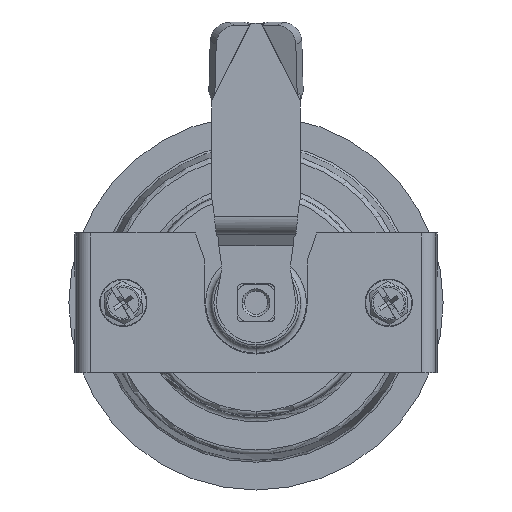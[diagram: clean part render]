
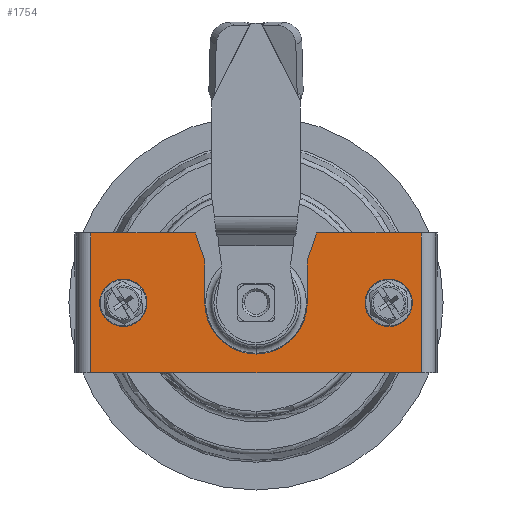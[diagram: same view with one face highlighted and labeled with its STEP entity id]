
A CAD part, front view. The second image highlights one B-rep face of the part: STEP entity #1754.
In plain terms, the highlighted planar face has unit normal (0, -1, 0).
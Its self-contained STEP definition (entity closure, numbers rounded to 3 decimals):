
#111 = CARTESIAN_POINT ( 'NONE',  ( 11., -2.5, 0. ) ) ;
#112 = VERTEX_POINT ( 'NONE', #4515 ) ;
#126 = VERTEX_POINT ( 'NONE', #1183 ) ;
#193 = ORIENTED_EDGE ( 'NONE', *, *, #9623, .T. ) ;
#201 = EDGE_LOOP ( 'NONE', ( #2859, #193, #9343, #2055, #9832, #3420, #9191, #11076, #4610, #7817 ) ) ;
#245 = EDGE_CURVE ( 'NONE', #1741, #2189, #496, .T. ) ;
#427 = DIRECTION ( 'NONE',  ( -1., 0., 0. ) ) ;
#496 = CIRCLE ( 'NONE', #7363, 3. ) ;
#518 = VERTEX_POINT ( 'NONE', #7213 ) ;
#575 = VECTOR ( 'NONE', #5361, 1000. ) ;
#591 = AXIS2_PLACEMENT_3D ( 'NONE', #2251, #2363, #3236 ) ;
#602 = EDGE_CURVE ( 'NONE', #8292, #2145, #9126, .T. ) ;
#986 = CARTESIAN_POINT ( 'NONE',  ( 28.5, -2.5, 0. ) ) ;
#1183 = CARTESIAN_POINT ( 'NONE',  ( 25.5, -2.5, 0. ) ) ;
#1245 = CARTESIAN_POINT ( 'NONE',  ( -15.3, -2.5, 21.9 ) ) ;
#1290 = CARTESIAN_POINT ( 'NONE',  ( 0., -2.5, 0. ) ) ;
#1607 = DIRECTION ( 'NONE',  ( -0.316, 0., -0.949 ) ) ;
#1741 = VERTEX_POINT ( 'NONE', #6623 ) ;
#1754 = ADVANCED_FACE ( 'NONE', ( #4315, #10277, #8650 ), #6098, .T. ) ;
#2055 = ORIENTED_EDGE ( 'NONE', *, *, #4446, .F. ) ;
#2056 = LINE ( 'NONE', #9067, #575 ) ;
#2145 = VERTEX_POINT ( 'NONE', #3372 ) ;
#2189 = VERTEX_POINT ( 'NONE', #8524 ) ;
#2251 = CARTESIAN_POINT ( 'NONE',  ( 28.5, -2.5, 0. ) ) ;
#2363 = DIRECTION ( 'NONE',  ( 0., -1., 0. ) ) ;
#2406 = VERTEX_POINT ( 'NONE', #8163 ) ;
#2415 = DIRECTION ( 'NONE',  ( 0., -1., 0. ) ) ;
#2492 = CARTESIAN_POINT ( 'NONE',  ( 36., -2.5, 15. ) ) ;
#2596 = ORIENTED_EDGE ( 'NONE', *, *, #6931, .F. ) ;
#2859 = ORIENTED_EDGE ( 'NONE', *, *, #10624, .T. ) ;
#3006 = VECTOR ( 'NONE', #8688, 1000. ) ;
#3097 = EDGE_CURVE ( 'NONE', #8453, #10903, #8946, .T. ) ;
#3100 = DIRECTION ( 'NONE',  ( -1., 0., 0. ) ) ;
#3150 = CARTESIAN_POINT ( 'NONE',  ( 36., -2.5, 15. ) ) ;
#3206 = DIRECTION ( 'NONE',  ( -1., 0., 0. ) ) ;
#3236 = DIRECTION ( 'NONE',  ( -1., 0., 0. ) ) ;
#3274 = DIRECTION ( 'NONE',  ( 0., 0., -1. ) ) ;
#3372 = CARTESIAN_POINT ( 'NONE',  ( 35.517, -2.5, 15. ) ) ;
#3420 = ORIENTED_EDGE ( 'NONE', *, *, #6846, .T. ) ;
#3441 = CARTESIAN_POINT ( 'NONE',  ( 35.517, -2.5, -15. ) ) ;
#3518 = CIRCLE ( 'NONE', #6107, 3. ) ;
#3992 = CARTESIAN_POINT ( 'NONE',  ( 13., -2.5, 15. ) ) ;
#4207 = CARTESIAN_POINT ( 'NONE',  ( -11., -2.5, 15. ) ) ;
#4309 = AXIS2_PLACEMENT_3D ( 'NONE', #986, #5130, #8664 ) ;
#4315 = FACE_BOUND ( 'NONE', #8992, .T. ) ;
#4414 = VERTEX_POINT ( 'NONE', #7695 ) ;
#4446 = EDGE_CURVE ( 'NONE', #10954, #8453, #8357, .T. ) ;
#4480 = EDGE_CURVE ( 'NONE', #4414, #8292, #5096, .T. ) ;
#4515 = CARTESIAN_POINT ( 'NONE',  ( -13., -2.5, 15. ) ) ;
#4541 = CARTESIAN_POINT ( 'NONE',  ( 11., -2.5, 15. ) ) ;
#4610 = ORIENTED_EDGE ( 'NONE', *, *, #4480, .T. ) ;
#4670 = EDGE_CURVE ( 'NONE', #112, #2406, #6365, .T. ) ;
#4684 = DIRECTION ( 'NONE',  ( -0.316, 0., 0.949 ) ) ;
#4719 = EDGE_CURVE ( 'NONE', #11131, #10954, #10405, .T. ) ;
#4788 = CARTESIAN_POINT ( 'NONE',  ( -11., -2.5, 0. ) ) ;
#5096 = LINE ( 'NONE', #7884, #3006 ) ;
#5130 = DIRECTION ( 'NONE',  ( 0., -1., 0. ) ) ;
#5173 = DIRECTION ( 'NONE',  ( 0., -1., 0. ) ) ;
#5272 = LINE ( 'NONE', #6022, #9276 ) ;
#5274 = LINE ( 'NONE', #2492, #8563 ) ;
#5361 = DIRECTION ( 'NONE',  ( 0., 0., -1. ) ) ;
#5477 = DIRECTION ( 'NONE',  ( 0., 0., 1. ) ) ;
#5648 = ORIENTED_EDGE ( 'NONE', *, *, #6251, .F. ) ;
#5665 = LINE ( 'NONE', #1245, #9118 ) ;
#5889 = ORIENTED_EDGE ( 'NONE', *, *, #10921, .F. ) ;
#5891 = DIRECTION ( 'NONE',  ( -1., 0., 0. ) ) ;
#5928 = VECTOR ( 'NONE', #3274, 1000. ) ;
#6022 = CARTESIAN_POINT ( 'NONE',  ( 8.1, -2.5, 0.3 ) ) ;
#6098 = PLANE ( 'NONE',  #11172 ) ;
#6107 = AXIS2_PLACEMENT_3D ( 'NONE', #10304, #2415, #5891 ) ;
#6251 = EDGE_CURVE ( 'NONE', #518, #126, #8914, .T. ) ;
#6365 = LINE ( 'NONE', #3150, #6485 ) ;
#6485 = VECTOR ( 'NONE', #8920, 1000. ) ;
#6517 = AXIS2_PLACEMENT_3D ( 'NONE', #1290, #9187, #3100 ) ;
#6623 = CARTESIAN_POINT ( 'NONE',  ( -31.5, -2.5, 0. ) ) ;
#6668 = EDGE_LOOP ( 'NONE', ( #2596, #5648 ) ) ;
#6846 = EDGE_CURVE ( 'NONE', #11131, #112, #5665, .T. ) ;
#6901 = CIRCLE ( 'NONE', #591, 3. ) ;
#6931 = EDGE_CURVE ( 'NONE', #126, #518, #6901, .T. ) ;
#7213 = CARTESIAN_POINT ( 'NONE',  ( 31.5, -2.5, 0. ) ) ;
#7363 = AXIS2_PLACEMENT_3D ( 'NONE', #7564, #10240, #427 ) ;
#7517 = CARTESIAN_POINT ( 'NONE',  ( 11., -2.5, 9. ) ) ;
#7564 = CARTESIAN_POINT ( 'NONE',  ( -28.5, -2.5, 0. ) ) ;
#7664 = CARTESIAN_POINT ( 'NONE',  ( -36., -2.5, 15. ) ) ;
#7695 = CARTESIAN_POINT ( 'NONE',  ( -35.517, -2.5, -15. ) ) ;
#7817 = ORIENTED_EDGE ( 'NONE', *, *, #602, .T. ) ;
#7884 = CARTESIAN_POINT ( 'NONE',  ( 36., -2.5, -15. ) ) ;
#8163 = CARTESIAN_POINT ( 'NONE',  ( -35.517, -2.5, 15. ) ) ;
#8292 = VERTEX_POINT ( 'NONE', #3441 ) ;
#8357 = CIRCLE ( 'NONE', #6517, 11. ) ;
#8453 = VERTEX_POINT ( 'NONE', #111 ) ;
#8524 = CARTESIAN_POINT ( 'NONE',  ( -25.5, -2.5, 0. ) ) ;
#8563 = VECTOR ( 'NONE', #9621, 1000. ) ;
#8650 = FACE_OUTER_BOUND ( 'NONE', #201, .T. ) ;
#8664 = DIRECTION ( 'NONE',  ( -1., 0., 0. ) ) ;
#8688 = DIRECTION ( 'NONE',  ( 1., 0., 0. ) ) ;
#8850 = VECTOR ( 'NONE', #5477, 1000. ) ;
#8914 = CIRCLE ( 'NONE', #4309, 3. ) ;
#8920 = DIRECTION ( 'NONE',  ( -1., 0., 0. ) ) ;
#8946 = LINE ( 'NONE', #4541, #9107 ) ;
#8992 = EDGE_LOOP ( 'NONE', ( #10163, #5889 ) ) ;
#9067 = CARTESIAN_POINT ( 'NONE',  ( -35.517, -2.5, 15. ) ) ;
#9107 = VECTOR ( 'NONE', #9876, 1000. ) ;
#9118 = VECTOR ( 'NONE', #4684, 1000. ) ;
#9126 = LINE ( 'NONE', #10866, #8850 ) ;
#9187 = DIRECTION ( 'NONE',  ( 0., -1., 0. ) ) ;
#9191 = ORIENTED_EDGE ( 'NONE', *, *, #4670, .T. ) ;
#9276 = VECTOR ( 'NONE', #1607, 1000. ) ;
#9343 = ORIENTED_EDGE ( 'NONE', *, *, #3097, .F. ) ;
#9621 = DIRECTION ( 'NONE',  ( -1., 0., 0. ) ) ;
#9623 = EDGE_CURVE ( 'NONE', #10947, #10903, #5272, .T. ) ;
#9832 = ORIENTED_EDGE ( 'NONE', *, *, #4719, .F. ) ;
#9876 = DIRECTION ( 'NONE',  ( 0., 0., 1. ) ) ;
#10137 = EDGE_CURVE ( 'NONE', #2406, #4414, #2056, .T. ) ;
#10163 = ORIENTED_EDGE ( 'NONE', *, *, #245, .F. ) ;
#10228 = CARTESIAN_POINT ( 'NONE',  ( -11., -2.5, 9. ) ) ;
#10240 = DIRECTION ( 'NONE',  ( 0., -1., 0. ) ) ;
#10277 = FACE_BOUND ( 'NONE', #6668, .T. ) ;
#10304 = CARTESIAN_POINT ( 'NONE',  ( -28.5, -2.5, 0. ) ) ;
#10405 = LINE ( 'NONE', #4207, #5928 ) ;
#10624 = EDGE_CURVE ( 'NONE', #2145, #10947, #5274, .T. ) ;
#10866 = CARTESIAN_POINT ( 'NONE',  ( 35.517, -2.5, -15. ) ) ;
#10903 = VERTEX_POINT ( 'NONE', #7517 ) ;
#10921 = EDGE_CURVE ( 'NONE', #2189, #1741, #3518, .T. ) ;
#10947 = VERTEX_POINT ( 'NONE', #3992 ) ;
#10954 = VERTEX_POINT ( 'NONE', #4788 ) ;
#11076 = ORIENTED_EDGE ( 'NONE', *, *, #10137, .T. ) ;
#11131 = VERTEX_POINT ( 'NONE', #10228 ) ;
#11172 = AXIS2_PLACEMENT_3D ( 'NONE', #7664, #5173, #3206 ) ;
